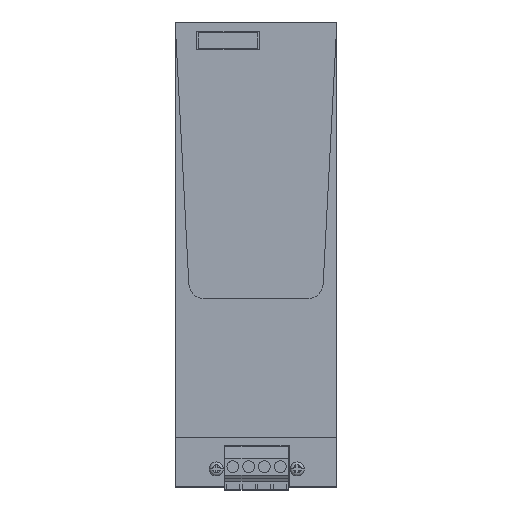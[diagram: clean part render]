
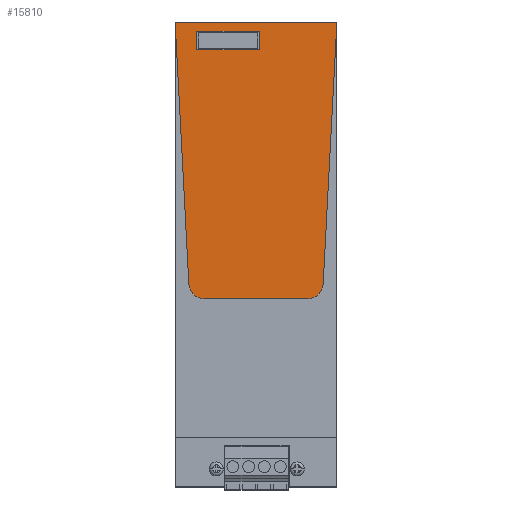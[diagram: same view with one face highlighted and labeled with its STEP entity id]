
A CAD part, top view. The second image highlights one B-rep face of the part: STEP entity #15810.
In plain terms, the highlighted planar face has unit normal (0, 0, 1).
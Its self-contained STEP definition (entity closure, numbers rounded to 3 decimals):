
#15544=AXIS2_PLACEMENT_3D('Circle Axis2P3D',#15542,#15543,$) ;
#15608=AXIS2_PLACEMENT_3D('Circle Axis2P3D',#15606,#15607,$) ;
#15794=AXIS2_PLACEMENT_3D('Plane Axis2P3D',#15791,#15792,#15793) ;
#15454=CARTESIAN_POINT('Vertex',(52.,150.468,134.9)) ;
#15468=CARTESIAN_POINT('Vertex',(0.,150.468,134.9)) ;
#15471=CARTESIAN_POINT('Line Origine',(26.,150.468,134.9)) ;
#15507=CARTESIAN_POINT('Vertex',(4.416,66.206,134.9)) ;
#15510=CARTESIAN_POINT('Line Origine',(2.208,108.337,134.9)) ;
#15539=CARTESIAN_POINT('Vertex',(9.409,61.468,134.9)) ;
#15542=CARTESIAN_POINT('Axis2P3D Location',(9.409,66.468,134.9)) ;
#15571=CARTESIAN_POINT('Vertex',(42.591,61.468,134.9)) ;
#15574=CARTESIAN_POINT('Line Origine',(26.,61.468,134.9)) ;
#15603=CARTESIAN_POINT('Vertex',(47.584,66.206,134.9)) ;
#15606=CARTESIAN_POINT('Axis2P3D Location',(42.591,66.468,134.9)) ;
#15629=CARTESIAN_POINT('Line Origine',(49.792,108.337,134.9)) ;
#15647=CARTESIAN_POINT('Line Origine',(27.,144.468,134.9)) ;
#15651=CARTESIAN_POINT('Vertex',(27.,141.468,134.9)) ;
#15653=CARTESIAN_POINT('Vertex',(27.,147.468,134.9)) ;
#15688=CARTESIAN_POINT('Line Origine',(17.,141.468,134.9)) ;
#15692=CARTESIAN_POINT('Vertex',(7.,141.468,134.9)) ;
#15720=CARTESIAN_POINT('Line Origine',(7.,144.468,134.9)) ;
#15724=CARTESIAN_POINT('Vertex',(7.,147.468,134.9)) ;
#15752=CARTESIAN_POINT('Line Origine',(17.,147.468,134.9)) ;
#15791=CARTESIAN_POINT('Axis2P3D Location',(26.,76.468,134.9)) ;
#15472=DIRECTION('Vector Direction',(-1.,0.,0.)) ;
#15511=DIRECTION('Vector Direction',(-0.052,0.999,0.)) ;
#15543=DIRECTION('Axis2P3D Direction',(0.,0.,1.)) ;
#15575=DIRECTION('Vector Direction',(1.,0.,0.)) ;
#15607=DIRECTION('Axis2P3D Direction',(0.,0.,1.)) ;
#15630=DIRECTION('Vector Direction',(0.052,0.999,0.)) ;
#15648=DIRECTION('Vector Direction',(0.,-1.,0.)) ;
#15689=DIRECTION('Vector Direction',(1.,0.,0.)) ;
#15721=DIRECTION('Vector Direction',(0.,-1.,0.)) ;
#15753=DIRECTION('Vector Direction',(-1.,0.,0.)) ;
#15792=DIRECTION('Axis2P3D Direction',(0.,0.,1.)) ;
#15793=DIRECTION('Axis2P3D XDirection',(1.,0.,0.)) ;
#15473=VECTOR('Line Direction',#15472,1.) ;
#15512=VECTOR('Line Direction',#15511,1.) ;
#15576=VECTOR('Line Direction',#15575,1.) ;
#15631=VECTOR('Line Direction',#15630,1.) ;
#15649=VECTOR('Line Direction',#15648,1.) ;
#15690=VECTOR('Line Direction',#15689,1.) ;
#15722=VECTOR('Line Direction',#15721,1.) ;
#15754=VECTOR('Line Direction',#15753,1.) ;
#15797=ORIENTED_EDGE('',*,*,#15475,.T.) ;
#15798=ORIENTED_EDGE('',*,*,#15514,.T.) ;
#15799=ORIENTED_EDGE('',*,*,#15546,.T.) ;
#15800=ORIENTED_EDGE('',*,*,#15578,.T.) ;
#15801=ORIENTED_EDGE('',*,*,#15610,.T.) ;
#15802=ORIENTED_EDGE('',*,*,#15633,.T.) ;
#15805=ORIENTED_EDGE('',*,*,#15655,.F.) ;
#15806=ORIENTED_EDGE('',*,*,#15694,.F.) ;
#15807=ORIENTED_EDGE('',*,*,#15726,.F.) ;
#15808=ORIENTED_EDGE('',*,*,#15756,.F.) ;
#15809=FACE_BOUND('',#15804,.T.) ;
#15810=ADVANCED_FACE('AUFDRUCK_ORANGE',(#15803,#15809),#15795,.T.) ;
#15545=CIRCLE('generated circle',#15544,5.) ;
#15609=CIRCLE('generated circle',#15608,5.) ;
#15475=EDGE_CURVE('',#15455,#15469,#15474,.T.) ;
#15514=EDGE_CURVE('',#15469,#15508,#15513,.F.) ;
#15546=EDGE_CURVE('',#15508,#15540,#15545,.T.) ;
#15578=EDGE_CURVE('',#15540,#15572,#15577,.T.) ;
#15610=EDGE_CURVE('',#15572,#15604,#15609,.T.) ;
#15633=EDGE_CURVE('',#15604,#15455,#15632,.T.) ;
#15655=EDGE_CURVE('',#15652,#15654,#15650,.F.) ;
#15694=EDGE_CURVE('',#15693,#15652,#15691,.T.) ;
#15726=EDGE_CURVE('',#15725,#15693,#15723,.T.) ;
#15756=EDGE_CURVE('',#15654,#15725,#15755,.T.) ;
#15796=EDGE_LOOP('',(#15797,#15798,#15799,#15800,#15801,#15802)) ;
#15804=EDGE_LOOP('',(#15805,#15806,#15807,#15808)) ;
#15803=FACE_OUTER_BOUND('',#15796,.T.) ;
#15474=LINE('Line',#15471,#15473) ;
#15513=LINE('Line',#15510,#15512) ;
#15577=LINE('Line',#15574,#15576) ;
#15632=LINE('Line',#15629,#15631) ;
#15650=LINE('Line',#15647,#15649) ;
#15691=LINE('Line',#15688,#15690) ;
#15723=LINE('Line',#15720,#15722) ;
#15755=LINE('Line',#15752,#15754) ;
#15795=PLANE('',#15794) ;
#15455=VERTEX_POINT('',#15454) ;
#15469=VERTEX_POINT('',#15468) ;
#15508=VERTEX_POINT('',#15507) ;
#15540=VERTEX_POINT('',#15539) ;
#15572=VERTEX_POINT('',#15571) ;
#15604=VERTEX_POINT('',#15603) ;
#15652=VERTEX_POINT('',#15651) ;
#15654=VERTEX_POINT('',#15653) ;
#15693=VERTEX_POINT('',#15692) ;
#15725=VERTEX_POINT('',#15724) ;
